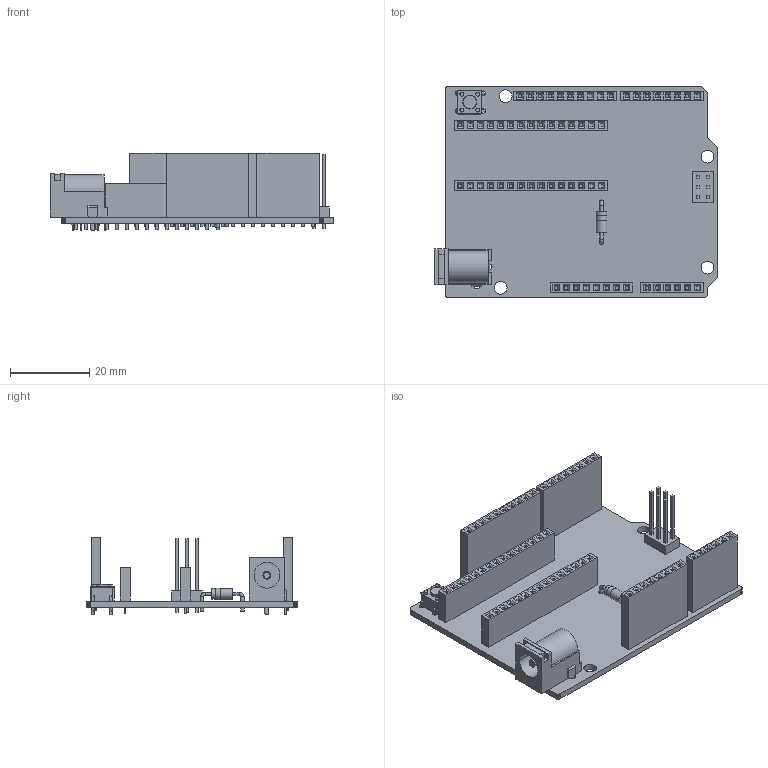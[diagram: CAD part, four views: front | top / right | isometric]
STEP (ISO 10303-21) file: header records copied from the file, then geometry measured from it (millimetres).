
FILE_DESCRIPTION(('KiCad electronic assembly'),'2;1');
FILE_NAME('Nano2UNO-Adapter-5V.step','2023-12-30T18:43:26',('Pcbnew'),( 'Kicad'),'Open CASCADE STEP processor 7.6','KiCad to STEP converter' ,'Unknown');
FILE_SCHEMA(('AUTOMOTIVE_DESIGN { 1 0 10303 214 1 1 1 1 }'));
Length unit declared in the file: millimetre
Products named in the file (18): Nano2UNO-Adapter-5V 1; ESW-108-33-L-S; SOLID; ESW-106-33-L-S; ESW-110-33-L-S; D_DO-41_SOD81_P10.16mm_Horizontal; TSW-103-15-L-D; CUI_DEVICES_PJ-102A; PPPC151LFBN-RC; SW_PUSH_6mm; PCB
Assembly tree (19 placements, depth 3):
  Nano2UNO-Adapter-5V 1
    ESW-108-33-L-S  x2
      SOLID
    ESW-106-33-L-S
      SOLID
    ESW-110-33-L-S
      SOLID
    D_DO-41_SOD81_P10.16mm_Horizontal
      SOLID
    TSW-103-15-L-D
      SOLID
    CUI_DEVICES_PJ-102A
      SOLID
    PPPC151LFBN-RC  x2
      SOLID
    SW_PUSH_6mm
      SOLID
    PCB
Bounding box: 71.3 x 53.34 x 19.63 mm (x, y, z)
Volume: 11530.9 mm3; surface area: 16466.2 mm2
Topology: 11 solids, 11 shells, 1265 faces, 3008 edges, 1913 vertices
Faces by surface type: plane 1121, cylinder 139, torus 3, cone 2
Full cylindrical faces by diameter (mm): 0.8 x4, 1 x72, 1.1 x6, 1.6 x3, 2.7 x2, 2.72 x1, 3.2 x4, 3.5 x1
Entity records: 62892 total; most frequent: CARTESIAN_POINT 10416, DIRECTION 8715, LINE 6197, VECTOR 6197, ORIENTED_EDGE 4496, PCURVE 4496, DEFINITIONAL_REPRESENTATION 4496, EDGE_CURVE 2248
